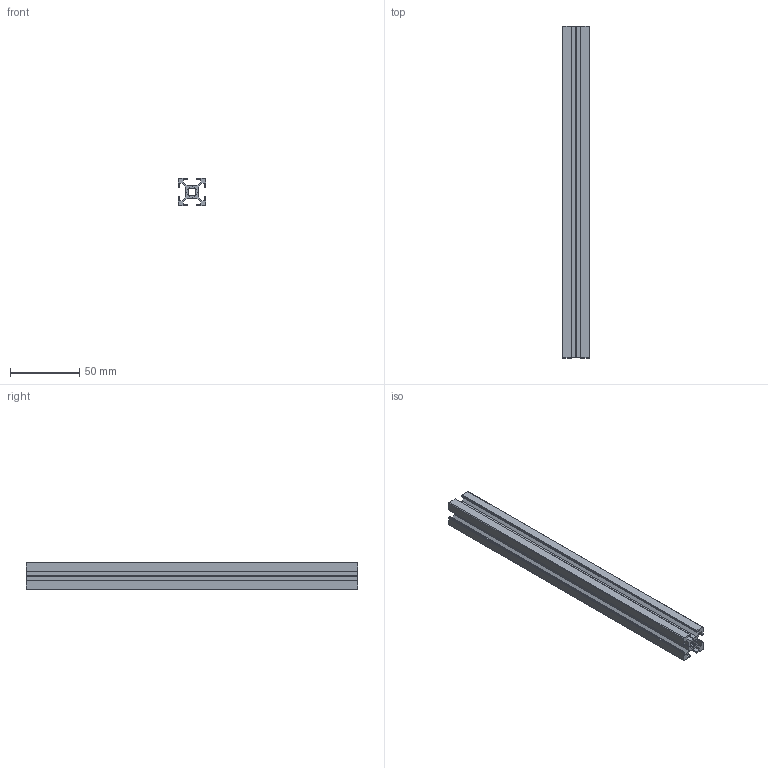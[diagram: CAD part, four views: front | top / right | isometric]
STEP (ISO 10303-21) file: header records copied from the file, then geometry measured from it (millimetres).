
FILE_DESCRIPTION(('STEP AP214'),'1');
FILE_NAME('tmp0.stp','2013-03-11T15:07:17',(' '),(' '),'XStep 1.0',' ',' ');
FILE_SCHEMA(('automotive_design'));
Length unit declared in the file: millimetre
Products named in the file (1): 1
Bounding box: 20 x 240 x 20 mm (x, y, z)
Volume: 37817.7 mm3; surface area: 44989.5 mm2
Topology: 1 solids, 1 shells, 102 faces, 300 edges, 200 vertices
Faces by surface type: plane 82, cylinder 20
Entity records: 4208 total; most frequent: CARTESIAN_POINT 603, ORIENTED_EDGE 600, DIRECTION 546, EDGE_CURVE 300, LINE 260, VECTOR 260, VERTEX_POINT 200, AXIS2_PLACEMENT_3D 143
